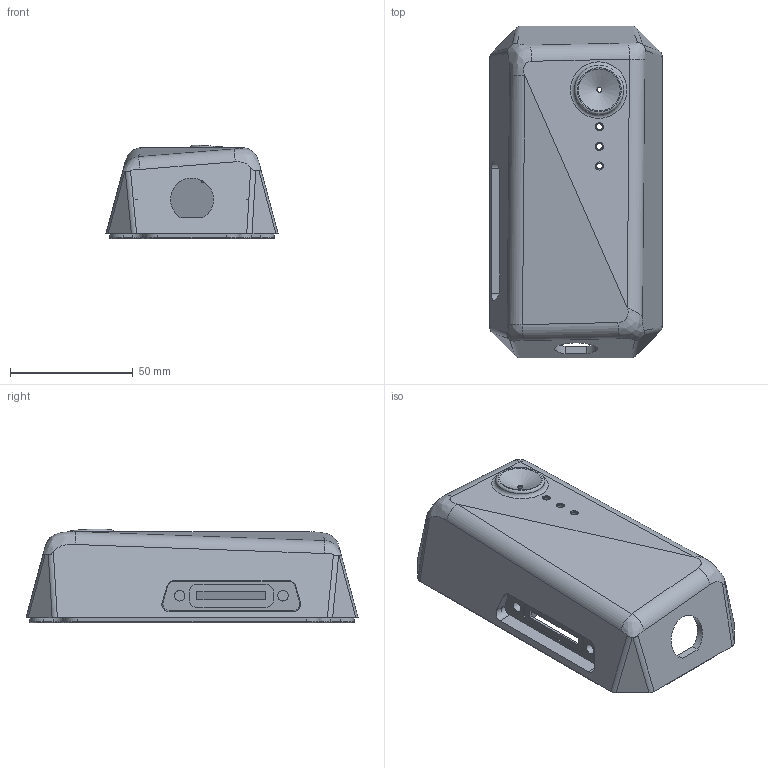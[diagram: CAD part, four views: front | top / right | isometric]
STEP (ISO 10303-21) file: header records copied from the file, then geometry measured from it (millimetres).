
FILE_DESCRIPTION(('FreeCAD Model'),'2;1');
FILE_NAME('Open CASCADE Shape Model','2021-02-22T04:43:31',('Author'),( ''),'Open CASCADE STEP processor 7.4','FreeCAD','Unknown');
FILE_SCHEMA(('AUTOMOTIVE_DESIGN { 1 0 10303 214 1 1 1 1 }'));
Length unit declared in the file: millimetre
Products named in the file (1): Chamfer-locating-pins
Bounding box: 70 x 135 x 38.07 mm (x, y, z)
Volume: 61482.1 mm3; surface area: 42025.4 mm2
Topology: 1 solids, 1 shells, 324 faces, 773 edges, 485 vertices
Faces by surface type: plane 96, cylinder 79, bspline 77, cone 45, torus 27
Full cylindrical faces by diameter (mm): 1.9 x2, 2 x1, 2.4 x3, 3.2 x2, 3.3 x3, 3.5 x8, 4.3 x2, 4.6 x4, 4.8 x3, 6.5 x1
Entity records: 14379 total; most frequent: CARTESIAN_POINT 7268, ORIENTED_EDGE 1546, DIRECTION 1320, EDGE_CURVE 773, AXIS2_PLACEMENT_3D 520, VERTEX_POINT 485, FACE_BOUND 370, EDGE_LOOP 370
